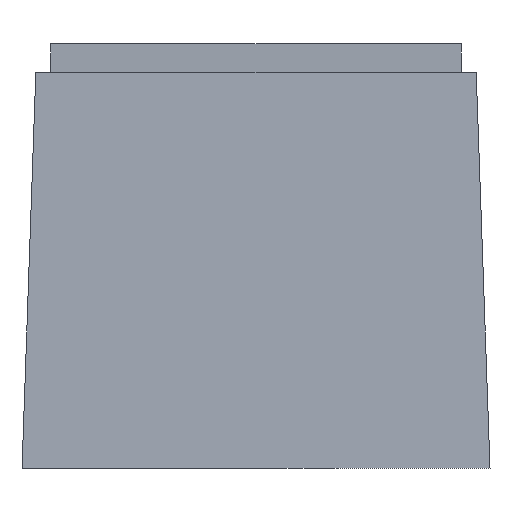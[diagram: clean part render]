
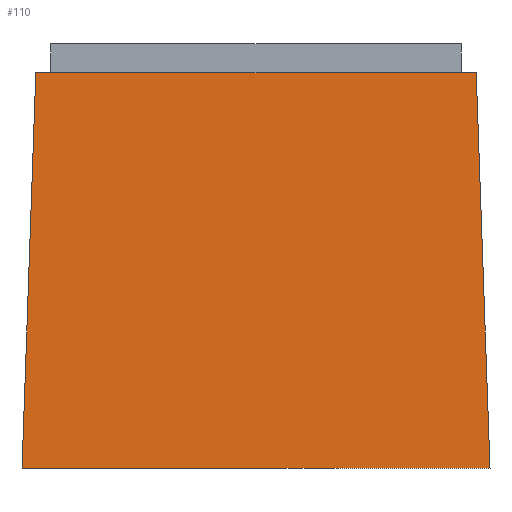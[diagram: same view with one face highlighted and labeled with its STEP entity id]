
A CAD part, left-side view. The second image highlights one B-rep face of the part: STEP entity #110.
In plain terms, the highlighted planar face has unit normal (-0.999, 0, 0.035).
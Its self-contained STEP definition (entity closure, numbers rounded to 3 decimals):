
#99=FACE_OUTER_BOUND('',#146,.T.);
#110=ADVANCED_FACE('',(#99),#122,.T.);
#122=PLANE('',#306);
#146=EDGE_LOOP('',(#183,#184,#185,#186));
#183=ORIENTED_EDGE('',*,*,#246,.T.);
#184=ORIENTED_EDGE('',*,*,#247,.F.);
#185=ORIENTED_EDGE('',*,*,#232,.T.);
#186=ORIENTED_EDGE('',*,*,#248,.F.);
#212=VERTEX_POINT('',#382);
#214=VERTEX_POINT('',#386);
#221=VERTEX_POINT('',#410);
#222=VERTEX_POINT('',#412);
#232=EDGE_CURVE('',#212,#214,#256,.T.);
#246=EDGE_CURVE('',#221,#222,#270,.T.);
#247=EDGE_CURVE('',#212,#222,#271,.T.);
#248=EDGE_CURVE('',#221,#214,#272,.T.);
#256=LINE('',#387,#280);
#270=LINE('',#413,#294);
#271=LINE('',#415,#295);
#272=LINE('',#416,#296);
#280=VECTOR('',#327,1.);
#294=VECTOR('',#349,1.);
#295=VECTOR('',#352,1.);
#296=VECTOR('',#353,1.);
#306=AXIS2_PLACEMENT_3D('',#417,#354,#355);
#327=DIRECTION('',(0.,-1.,0.));
#349=DIRECTION('',(0.,1.,0.));
#352=DIRECTION('',(0.035,-0.035,0.999));
#353=DIRECTION('',(-0.035,-0.035,-0.999));
#354=DIRECTION('',(-0.999,0.,0.035));
#355=DIRECTION('',(-0.035,0.,-0.999));
#382=CARTESIAN_POINT('',(-9.757,9.757,-0.2));
#386=CARTESIAN_POINT('',(-9.757,-9.757,-0.2));
#387=CARTESIAN_POINT('',(-9.757,11.,-0.2));
#410=CARTESIAN_POINT('',(-9.181,-9.181,16.3));
#412=CARTESIAN_POINT('',(-9.181,9.181,16.3));
#413=CARTESIAN_POINT('',(-9.181,11.,16.3));
#415=CARTESIAN_POINT('',(-9.634,9.634,3.32));
#416=CARTESIAN_POINT('',(-9.336,-9.336,11.87));
#417=CARTESIAN_POINT('',(-9.361,11.,11.153));
